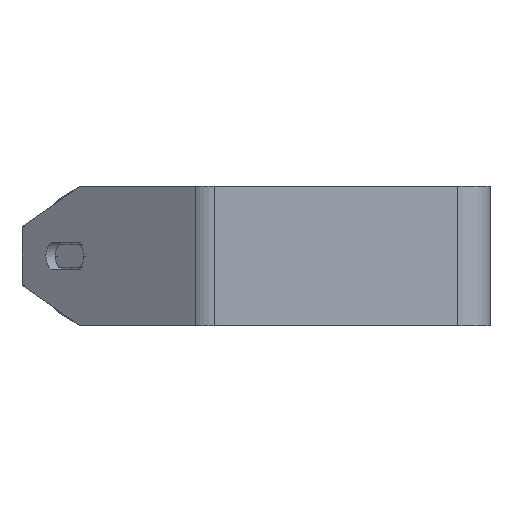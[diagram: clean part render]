
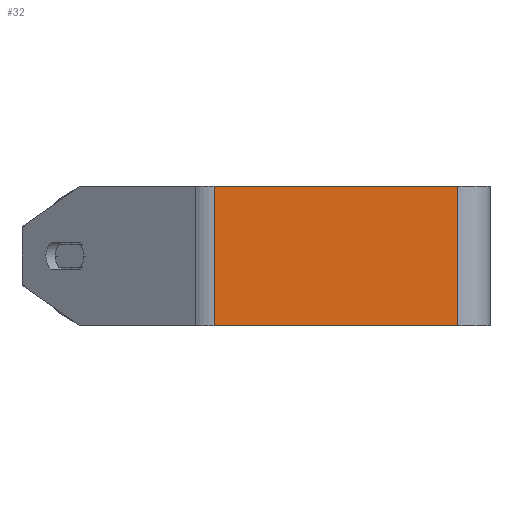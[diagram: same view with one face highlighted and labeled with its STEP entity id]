
A CAD part, left-side view. The second image highlights one B-rep face of the part: STEP entity #32.
In plain terms, the highlighted planar face has unit normal (-1, 0, 0).
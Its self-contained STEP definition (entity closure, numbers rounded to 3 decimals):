
#32 = ADVANCED_FACE ( 'NONE', ( #7592 ), #4369, .F. ) ;
#323 = ORIENTED_EDGE ( 'NONE', *, *, #6523, .F. ) ;
#363 = ORIENTED_EDGE ( 'NONE', *, *, #2633, .F. ) ;
#451 = VERTEX_POINT ( 'NONE', #1912 ) ;
#512 = CARTESIAN_POINT ( 'NONE',  ( -300., 118.927, 30. ) ) ;
#782 = LINE ( 'NONE', #4722, #8127 ) ;
#1190 = EDGE_CURVE ( 'NONE', #451, #5567, #3161, .T. ) ;
#1712 = LINE ( 'NONE', #4315, #7633 ) ;
#1791 = DIRECTION ( 'NONE',  ( 0., -1., 0. ) ) ;
#1912 = CARTESIAN_POINT ( 'NONE',  ( -300., 118.927, 30. ) ) ;
#2633 = EDGE_CURVE ( 'NONE', #451, #4982, #782, .T. ) ;
#2772 = DIRECTION ( 'NONE',  ( 0., -1., 0. ) ) ;
#2998 = CARTESIAN_POINT ( 'NONE',  ( -300., 123.341, 30. ) ) ;
#3161 = LINE ( 'NONE', #512, #3178 ) ;
#3178 = VECTOR ( 'NONE', #4908, 1000. ) ;
#3486 = CARTESIAN_POINT ( 'NONE',  ( -300., 118.927, -30. ) ) ;
#3565 = ORIENTED_EDGE ( 'NONE', *, *, #1190, .T. ) ;
#3568 = DIRECTION ( 'NONE',  ( 1., 0., 0. ) ) ;
#4068 = CARTESIAN_POINT ( 'NONE',  ( -300., 14., -30. ) ) ;
#4315 = CARTESIAN_POINT ( 'NONE',  ( -300., 14., 30. ) ) ;
#4325 = VECTOR ( 'NONE', #1791, 1000. ) ;
#4369 = PLANE ( 'NONE',  #7051 ) ;
#4722 = CARTESIAN_POINT ( 'NONE',  ( -300., 123.341, 30. ) ) ;
#4908 = DIRECTION ( 'NONE',  ( 0., 0., -1. ) ) ;
#4946 = EDGE_CURVE ( 'NONE', #5567, #6312, #5051, .T. ) ;
#4982 = VERTEX_POINT ( 'NONE', #5288 ) ;
#5051 = LINE ( 'NONE', #7668, #4325 ) ;
#5107 = ORIENTED_EDGE ( 'NONE', *, *, #4946, .T. ) ;
#5288 = CARTESIAN_POINT ( 'NONE',  ( -300., 14., 30. ) ) ;
#5567 = VERTEX_POINT ( 'NONE', #3486 ) ;
#6312 = VERTEX_POINT ( 'NONE', #4068 ) ;
#6523 = EDGE_CURVE ( 'NONE', #4982, #6312, #1712, .T. ) ;
#6951 = DIRECTION ( 'NONE',  ( 0., 0., -1. ) ) ;
#7051 = AXIS2_PLACEMENT_3D ( 'NONE', #2998, #3568, #7675 ) ;
#7128 = EDGE_LOOP ( 'NONE', ( #5107, #323, #363, #3565 ) ) ;
#7592 = FACE_OUTER_BOUND ( 'NONE', #7128, .T. ) ;
#7633 = VECTOR ( 'NONE', #6951, 1000. ) ;
#7668 = CARTESIAN_POINT ( 'NONE',  ( -300., 123.341, -30. ) ) ;
#7675 = DIRECTION ( 'NONE',  ( 0., 0., -1. ) ) ;
#8127 = VECTOR ( 'NONE', #2772, 1000. ) ;
